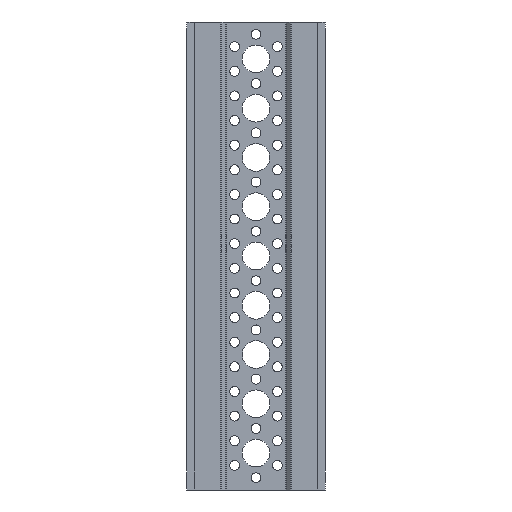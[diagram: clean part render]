
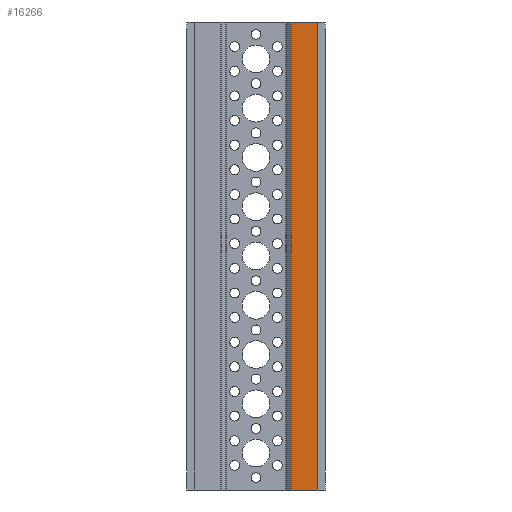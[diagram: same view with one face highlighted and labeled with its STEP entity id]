
A CAD part, front view. The second image highlights one B-rep face of the part: STEP entity #16266.
In plain terms, the highlighted planar face has unit normal (0, -1, 0).
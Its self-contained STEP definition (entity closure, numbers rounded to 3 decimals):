
#474 = CARTESIAN_POINT ( 'NONE',  ( -20., 16.5, 76. ) ) ;
#579 = DIRECTION ( 'NONE',  ( -1., 0., 0. ) ) ;
#1357 = CARTESIAN_POINT ( 'NONE',  ( 11.407, 16.5, -76. ) ) ;
#1599 = CARTESIAN_POINT ( 'NONE',  ( 20., 16.5, -76. ) ) ;
#1729 = ORIENTED_EDGE ( 'NONE', *, *, #27559, .F. ) ;
#2141 = EDGE_CURVE ( 'NONE', #9640, #13099, #30984, .T. ) ;
#2215 = LINE ( 'NONE', #27892, #13607 ) ;
#7608 = ORIENTED_EDGE ( 'NONE', *, *, #17986, .T. ) ;
#9640 = VERTEX_POINT ( 'NONE', #25246 ) ;
#10306 = VECTOR ( 'NONE', #23388, 1000. ) ;
#11271 = DIRECTION ( 'NONE',  ( 1., 0., 0. ) ) ;
#11867 = ORIENTED_EDGE ( 'NONE', *, *, #2141, .F. ) ;
#12588 = VECTOR ( 'NONE', #27405, 1000. ) ;
#13099 = VERTEX_POINT ( 'NONE', #18002 ) ;
#13607 = VECTOR ( 'NONE', #15128, 1000. ) ;
#14311 = CARTESIAN_POINT ( 'NONE',  ( 11.407, 16.5, -76. ) ) ;
#15128 = DIRECTION ( 'NONE',  ( 1., 0., 0. ) ) ;
#16266 = ADVANCED_FACE ( 'NONE', ( #22797 ), #21327, .F. ) ;
#17217 = LINE ( 'NONE', #20625, #10306 ) ;
#17876 = LINE ( 'NONE', #14311, #12588 ) ;
#17986 = EDGE_CURVE ( 'NONE', #9640, #20543, #17876, .T. ) ;
#18002 = CARTESIAN_POINT ( 'NONE',  ( 20., 16.5, 76. ) ) ;
#18923 = AXIS2_PLACEMENT_3D ( 'NONE', #474, #24185, #579 ) ;
#20543 = VERTEX_POINT ( 'NONE', #1357 ) ;
#20613 = EDGE_LOOP ( 'NONE', ( #11867, #7608, #24742, #1729 ) ) ;
#20625 = CARTESIAN_POINT ( 'NONE',  ( 20., 16.5, 76. ) ) ;
#21327 = PLANE ( 'NONE',  #18923 ) ;
#22797 = FACE_OUTER_BOUND ( 'NONE', #20613, .T. ) ;
#23388 = DIRECTION ( 'NONE',  ( 0., 0., -1. ) ) ;
#24185 = DIRECTION ( 'NONE',  ( 0., 1., 0. ) ) ;
#24742 = ORIENTED_EDGE ( 'NONE', *, *, #29763, .T. ) ;
#25246 = CARTESIAN_POINT ( 'NONE',  ( 11.407, 16.5, 76. ) ) ;
#25671 = VECTOR ( 'NONE', #11271, 1000. ) ;
#26638 = VERTEX_POINT ( 'NONE', #1599 ) ;
#27405 = DIRECTION ( 'NONE',  ( 0., 0., -1. ) ) ;
#27559 = EDGE_CURVE ( 'NONE', #13099, #26638, #17217, .T. ) ;
#27892 = CARTESIAN_POINT ( 'NONE',  ( -20., 16.5, -76. ) ) ;
#29763 = EDGE_CURVE ( 'NONE', #20543, #26638, #2215, .T. ) ;
#30984 = LINE ( 'NONE', #32518, #25671 ) ;
#32518 = CARTESIAN_POINT ( 'NONE',  ( -20., 16.5, 76. ) ) ;
